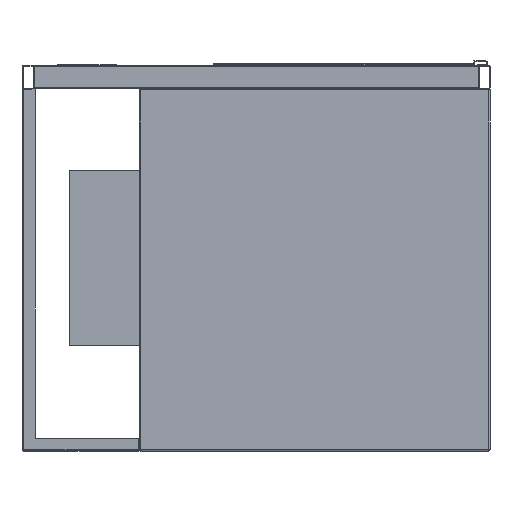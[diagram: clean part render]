
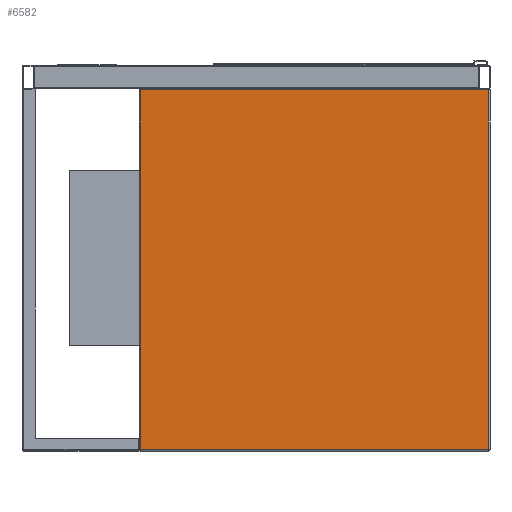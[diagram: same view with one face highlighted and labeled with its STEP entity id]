
A CAD part, front view. The second image highlights one B-rep face of the part: STEP entity #6582.
In plain terms, the highlighted planar face has unit normal (0, -1, 0).
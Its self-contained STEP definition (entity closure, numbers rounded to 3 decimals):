
#753 = VERTEX_POINT ( 'NONE', #3809 ) ;
#1533 = DIRECTION ( 'NONE',  ( 0., 0., -1. ) ) ;
#1732 = VERTEX_POINT ( 'NONE', #19443 ) ;
#1961 = DIRECTION ( 'NONE',  ( 1., 0., 0. ) ) ;
#2132 = VECTOR ( 'NONE', #5473, 1000. ) ;
#2549 = AXIS2_PLACEMENT_3D ( 'NONE', #26087, #3830, #23653 ) ;
#3809 = CARTESIAN_POINT ( 'NONE',  ( -298., -380., -658. ) ) ;
#3830 = DIRECTION ( 'NONE',  ( 0., -1., 0. ) ) ;
#4095 = LINE ( 'NONE', #6372, #15277 ) ;
#5092 = ORIENTED_EDGE ( 'NONE', *, *, #29800, .T. ) ;
#5473 = DIRECTION ( 'NONE',  ( 0., 0., 1. ) ) ;
#6372 = CARTESIAN_POINT ( 'NONE',  ( -300., -380., -658. ) ) ;
#6582 = ADVANCED_FACE ( 'Fl�che8', ( #9042 ), #16507, .T. ) ;
#9042 = FACE_OUTER_BOUND ( 'NONE', #30858, .T. ) ;
#9048 = EDGE_CURVE ( 'NONE', #1732, #19996, #21669, .T. ) ;
#11284 = LINE ( 'NONE', #28010, #16796 ) ;
#11863 = VERTEX_POINT ( 'NONE', #14668 ) ;
#12805 = CARTESIAN_POINT ( 'NONE',  ( 298., -380., -660. ) ) ;
#14668 = CARTESIAN_POINT ( 'NONE',  ( 298., -380., -658. ) ) ;
#15277 = VECTOR ( 'NONE', #1961, 1000. ) ;
#16507 = PLANE ( 'NONE',  #2549 ) ;
#16510 = VECTOR ( 'NONE', #22144, 1000. ) ;
#16796 = VECTOR ( 'NONE', #1533, 1000. ) ;
#17088 = ORIENTED_EDGE ( 'NONE', *, *, #26333, .T. ) ;
#17502 = LINE ( 'NONE', #12805, #2132 ) ;
#19443 = CARTESIAN_POINT ( 'NONE',  ( 298., -380., -42. ) ) ;
#19996 = VERTEX_POINT ( 'NONE', #30517 ) ;
#21669 = LINE ( 'NONE', #24120, #16510 ) ;
#21835 = ORIENTED_EDGE ( 'NONE', *, *, #9048, .T. ) ;
#22127 = ORIENTED_EDGE ( 'NONE', *, *, #28139, .T. ) ;
#22144 = DIRECTION ( 'NONE',  ( -1., 0., 0. ) ) ;
#23653 = DIRECTION ( 'NONE',  ( 0., 0., -1. ) ) ;
#24120 = CARTESIAN_POINT ( 'NONE',  ( -300., -380., -42. ) ) ;
#26087 = CARTESIAN_POINT ( 'NONE',  ( -300., -380., -660. ) ) ;
#26333 = EDGE_CURVE ( 'NONE', #11863, #1732, #17502, .T. ) ;
#28010 = CARTESIAN_POINT ( 'NONE',  ( -298., -380., -660. ) ) ;
#28139 = EDGE_CURVE ( 'NONE', #19996, #753, #11284, .T. ) ;
#29800 = EDGE_CURVE ( 'NONE', #753, #11863, #4095, .T. ) ;
#30517 = CARTESIAN_POINT ( 'NONE',  ( -298., -380., -42. ) ) ;
#30858 = EDGE_LOOP ( 'NONE', ( #21835, #22127, #5092, #17088 ) ) ;
